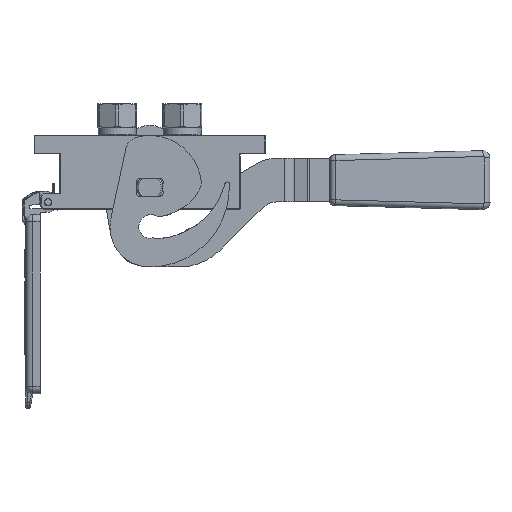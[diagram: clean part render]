
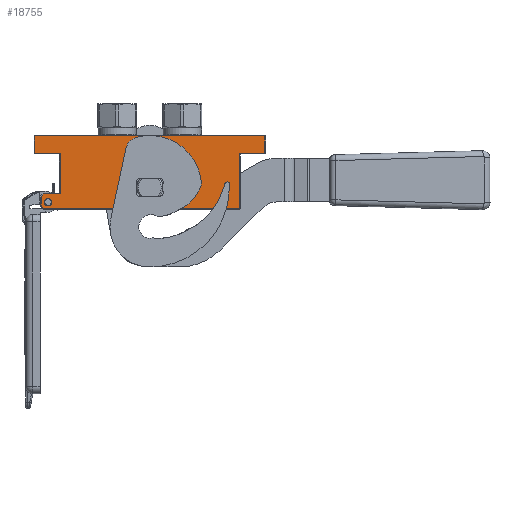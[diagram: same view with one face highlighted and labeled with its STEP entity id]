
A CAD part, front view. The second image highlights one B-rep face of the part: STEP entity #18755.
In plain terms, the highlighted planar face has unit normal (0, -1, 0).
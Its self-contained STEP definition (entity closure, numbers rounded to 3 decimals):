
#1290 = ORIENTED_EDGE ( 'NONE', *, *, #28867, .T. ) ;
#2040 = VERTEX_POINT ( 'NONE', #48960 ) ;
#3793 = EDGE_CURVE ( 'NONE', #31544, #21818, #58144, .T. ) ;
#3972 = VERTEX_POINT ( 'NONE', #97556 ) ;
#5218 = DIRECTION ( 'NONE',  ( 0., 0., -1. ) ) ;
#6636 = DIRECTION ( 'NONE',  ( 0., 0., 1. ) ) ;
#7765 = CARTESIAN_POINT ( 'NONE',  ( 62., 0., -12.5 ) ) ;
#9476 = CARTESIAN_POINT ( 'NONE',  ( 0., 0., -36.1 ) ) ;
#10443 = AXIS2_PLACEMENT_3D ( 'NONE', #57963, #74875, #26221 ) ;
#11179 = CARTESIAN_POINT ( 'NONE',  ( -75., 0., -42.207 ) ) ;
#11383 = AXIS2_PLACEMENT_3D ( 'NONE', #86731, #23960, #15413 ) ;
#12731 = LINE ( 'NONE', #54519, #94034 ) ;
#13645 = DIRECTION ( 'NONE',  ( -1., 0., 0. ) ) ;
#14387 = VECTOR ( 'NONE', #40809, 1000. ) ;
#14489 = CARTESIAN_POINT ( 'NONE',  ( 0., 0., -24.8 ) ) ;
#14662 = AXIS2_PLACEMENT_3D ( 'NONE', #87643, #39405, #54950 ) ;
#15413 = DIRECTION ( 'NONE',  ( 1., 0., 0. ) ) ;
#16296 = VECTOR ( 'NONE', #72610, 1000. ) ;
#17736 = DIRECTION ( 'NONE',  ( 0., 1., 0. ) ) ;
#17873 = EDGE_LOOP ( 'NONE', ( #35932, #80877, #60197, #26181, #61512, #31209, #36176, #89154, #22287, #1290, #50526, #78817 ) ) ;
#18755 = ADVANCED_FACE ( 'NONE', ( #48903, #83429, #67271 ), #49978, .F. ) ;
#19140 = DIRECTION ( 'NONE',  ( 1., 0., 0. ) ) ;
#19238 = EDGE_CURVE ( 'NONE', #100859, #61770, #24149, .T. ) ;
#21179 = CARTESIAN_POINT ( 'NONE',  ( -62., 0., -12.5 ) ) ;
#21818 = VERTEX_POINT ( 'NONE', #32766 ) ;
#22287 = ORIENTED_EDGE ( 'NONE', *, *, #39609, .T. ) ;
#22934 = DIRECTION ( 'NONE',  ( 1., 0., 0. ) ) ;
#23960 = DIRECTION ( 'NONE',  ( 0., -1., 0. ) ) ;
#24034 = EDGE_CURVE ( 'NONE', #59002, #88670, #96243, .T. ) ;
#24149 = LINE ( 'NONE', #43962, #35258 ) ;
#24220 = CARTESIAN_POINT ( 'NONE',  ( 79.5, 0., -12.5 ) ) ;
#24855 = CARTESIAN_POINT ( 'NONE',  ( -75., 0., -42.207 ) ) ;
#25721 = VECTOR ( 'NONE', #78070, 1000. ) ;
#25783 = LINE ( 'NONE', #31314, #41822 ) ;
#26181 = ORIENTED_EDGE ( 'NONE', *, *, #33766, .F. ) ;
#26221 = DIRECTION ( 'NONE',  ( -1., 0., 0. ) ) ;
#26819 = VECTOR ( 'NONE', #22934, 1000. ) ;
#27008 = CARTESIAN_POINT ( 'NONE',  ( -73.293, 0., -40.5 ) ) ;
#27799 = EDGE_CURVE ( 'NONE', #88670, #40114, #40430, .T. ) ;
#28290 = CIRCLE ( 'NONE', #11383, 2.55 ) ;
#28867 = EDGE_CURVE ( 'NONE', #55369, #37864, #44032, .T. ) ;
#29676 = DIRECTION ( 'NONE',  ( 0., 0., -1. ) ) ;
#31209 = ORIENTED_EDGE ( 'NONE', *, *, #35197, .F. ) ;
#31314 = CARTESIAN_POINT ( 'NONE',  ( -73.293, 0., -50.8 ) ) ;
#31423 = ORIENTED_EDGE ( 'NONE', *, *, #49878, .T. ) ;
#31544 = VERTEX_POINT ( 'NONE', #11179 ) ;
#31726 = EDGE_CURVE ( 'NONE', #46278, #83312, #12731, .T. ) ;
#31792 = CARTESIAN_POINT ( 'NONE',  ( -62., 0., -40.5 ) ) ;
#32766 = CARTESIAN_POINT ( 'NONE',  ( -75., 0., -49.093 ) ) ;
#32941 = CARTESIAN_POINT ( 'NONE',  ( 79.5, 0., -0.5 ) ) ;
#33766 = EDGE_CURVE ( 'NONE', #31544, #61770, #58079, .T. ) ;
#35197 = EDGE_CURVE ( 'NONE', #59002, #21818, #25783, .T. ) ;
#35258 = VECTOR ( 'NONE', #13645, 1000. ) ;
#35932 = ORIENTED_EDGE ( 'NONE', *, *, #52481, .T. ) ;
#36176 = ORIENTED_EDGE ( 'NONE', *, *, #24034, .T. ) ;
#37089 = VECTOR ( 'NONE', #81446, 1000. ) ;
#37864 = VERTEX_POINT ( 'NONE', #32941 ) ;
#38307 = CARTESIAN_POINT ( 'NONE',  ( 62., 0., -12.5 ) ) ;
#39405 = DIRECTION ( 'NONE',  ( 0., 1., 0. ) ) ;
#39523 = VECTOR ( 'NONE', #19140, 1000. ) ;
#39609 = EDGE_CURVE ( 'NONE', #40114, #55369, #51720, .T. ) ;
#40114 = VERTEX_POINT ( 'NONE', #38307 ) ;
#40430 = LINE ( 'NONE', #62081, #57658 ) ;
#40735 = DIRECTION ( 'NONE',  ( 0., 0., -1. ) ) ;
#40809 = DIRECTION ( 'NONE',  ( 0., 0., 1. ) ) ;
#41822 = VECTOR ( 'NONE', #78226, 1000. ) ;
#43962 = CARTESIAN_POINT ( 'NONE',  ( -62., 0., -40.5 ) ) ;
#44032 = LINE ( 'NONE', #88038, #14387 ) ;
#46278 = VERTEX_POINT ( 'NONE', #60155 ) ;
#48903 = FACE_OUTER_BOUND ( 'NONE', #17873, .T. ) ;
#48960 = CARTESIAN_POINT ( 'NONE',  ( -72.85, 0., -46.3 ) ) ;
#49878 = EDGE_CURVE ( 'NONE', #87391, #53824, #91312, .T. ) ;
#49978 = PLANE ( 'NONE',  #89131 ) ;
#50526 = ORIENTED_EDGE ( 'NONE', *, *, #97632, .T. ) ;
#51720 = LINE ( 'NONE', #7765, #25721 ) ;
#52481 = EDGE_CURVE ( 'NONE', #83312, #84361, #82345, .T. ) ;
#53824 = VERTEX_POINT ( 'NONE', #76877 ) ;
#54391 = VECTOR ( 'NONE', #40735, 1000. ) ;
#54519 = CARTESIAN_POINT ( 'NONE',  ( -79.5, 0., -0.5 ) ) ;
#54950 = DIRECTION ( 'NONE',  ( 0., 0., -1. ) ) ;
#55369 = VERTEX_POINT ( 'NONE', #24220 ) ;
#57658 = VECTOR ( 'NONE', #6636, 1000. ) ;
#57897 = DIRECTION ( 'NONE',  ( 1., 0., 0. ) ) ;
#57963 = CARTESIAN_POINT ( 'NONE',  ( -70.3, 0., -46.3 ) ) ;
#58079 = LINE ( 'NONE', #80764, #37089 ) ;
#58144 = LINE ( 'NONE', #24855, #54391 ) ;
#58223 = LINE ( 'NONE', #87447, #16296 ) ;
#59002 = VERTEX_POINT ( 'NONE', #93943 ) ;
#60155 = CARTESIAN_POINT ( 'NONE',  ( -79.5, 0., -0.5 ) ) ;
#60197 = ORIENTED_EDGE ( 'NONE', *, *, #19238, .T. ) ;
#61512 = ORIENTED_EDGE ( 'NONE', *, *, #3793, .T. ) ;
#61770 = VERTEX_POINT ( 'NONE', #27008 ) ;
#61861 = VECTOR ( 'NONE', #5218, 1000. ) ;
#62081 = CARTESIAN_POINT ( 'NONE',  ( 62., 0., -50.8 ) ) ;
#63031 = CARTESIAN_POINT ( 'NONE',  ( -79.5, 0., -12.5 ) ) ;
#64572 = DIRECTION ( 'NONE',  ( 0., 0., 1. ) ) ;
#65207 = ORIENTED_EDGE ( 'NONE', *, *, #84874, .F. ) ;
#65931 = AXIS2_PLACEMENT_3D ( 'NONE', #9476, #17736, #64572 ) ;
#66331 = CARTESIAN_POINT ( 'NONE',  ( -73.293, 0., -50.8 ) ) ;
#67271 = FACE_BOUND ( 'NONE', #83737, .T. ) ;
#68521 = EDGE_CURVE ( 'NONE', #84361, #100859, #97534, .T. ) ;
#72610 = DIRECTION ( 'NONE',  ( -1., 0., 0. ) ) ;
#74875 = DIRECTION ( 'NONE',  ( 0., -1., 0. ) ) ;
#76308 = CARTESIAN_POINT ( 'NONE',  ( 62., 0., -50.8 ) ) ;
#76877 = CARTESIAN_POINT ( 'NONE',  ( 0., 0., -47.4 ) ) ;
#77743 = EDGE_LOOP ( 'NONE', ( #31423, #82861 ) ) ;
#78070 = DIRECTION ( 'NONE',  ( 1., 0., 0. ) ) ;
#78226 = DIRECTION ( 'NONE',  ( -0.707, 0., 0.707 ) ) ;
#78817 = ORIENTED_EDGE ( 'NONE', *, *, #31726, .T. ) ;
#80764 = CARTESIAN_POINT ( 'NONE',  ( -75., 0., -42.207 ) ) ;
#80877 = ORIENTED_EDGE ( 'NONE', *, *, #68521, .T. ) ;
#81005 = DIRECTION ( 'NONE',  ( 0., 1., 0. ) ) ;
#81446 = DIRECTION ( 'NONE',  ( 0.707, 0., 0.707 ) ) ;
#82345 = LINE ( 'NONE', #100472, #26819 ) ;
#82861 = ORIENTED_EDGE ( 'NONE', *, *, #100871, .T. ) ;
#83308 = CIRCLE ( 'NONE', #10443, 2.55 ) ;
#83312 = VERTEX_POINT ( 'NONE', #63031 ) ;
#83429 = FACE_BOUND ( 'NONE', #77743, .T. ) ;
#83737 = EDGE_LOOP ( 'NONE', ( #65207, #84069 ) ) ;
#84069 = ORIENTED_EDGE ( 'NONE', *, *, #88122, .F. ) ;
#84361 = VERTEX_POINT ( 'NONE', #21179 ) ;
#84874 = EDGE_CURVE ( 'NONE', #2040, #3972, #83308, .T. ) ;
#86731 = CARTESIAN_POINT ( 'NONE',  ( -70.3, 0., -46.3 ) ) ;
#87391 = VERTEX_POINT ( 'NONE', #14489 ) ;
#87447 = CARTESIAN_POINT ( 'NONE',  ( 79.5, 0., -0.5 ) ) ;
#87643 = CARTESIAN_POINT ( 'NONE',  ( 0., 0., -36.1 ) ) ;
#88038 = CARTESIAN_POINT ( 'NONE',  ( 79.5, 0., -12.5 ) ) ;
#88122 = EDGE_CURVE ( 'NONE', #3972, #2040, #28290, .T. ) ;
#88670 = VERTEX_POINT ( 'NONE', #76308 ) ;
#89131 = AXIS2_PLACEMENT_3D ( 'NONE', #90302, #81005, #57897 ) ;
#89154 = ORIENTED_EDGE ( 'NONE', *, *, #27799, .T. ) ;
#89885 = CIRCLE ( 'NONE', #14662, 11.3 ) ;
#90302 = CARTESIAN_POINT ( 'NONE',  ( 0., 0., 0. ) ) ;
#91312 = CIRCLE ( 'NONE', #65931, 11.3 ) ;
#92002 = CARTESIAN_POINT ( 'NONE',  ( -62., 0., -12.5 ) ) ;
#93943 = CARTESIAN_POINT ( 'NONE',  ( -73.293, 0., -50.8 ) ) ;
#94034 = VECTOR ( 'NONE', #29676, 1000. ) ;
#96243 = LINE ( 'NONE', #66331, #39523 ) ;
#97534 = LINE ( 'NONE', #92002, #61861 ) ;
#97556 = CARTESIAN_POINT ( 'NONE',  ( -67.75, 0., -46.3 ) ) ;
#97632 = EDGE_CURVE ( 'NONE', #37864, #46278, #58223, .T. ) ;
#100472 = CARTESIAN_POINT ( 'NONE',  ( -79.5, 0., -12.5 ) ) ;
#100859 = VERTEX_POINT ( 'NONE', #31792 ) ;
#100871 = EDGE_CURVE ( 'NONE', #53824, #87391, #89885, .T. ) ;
